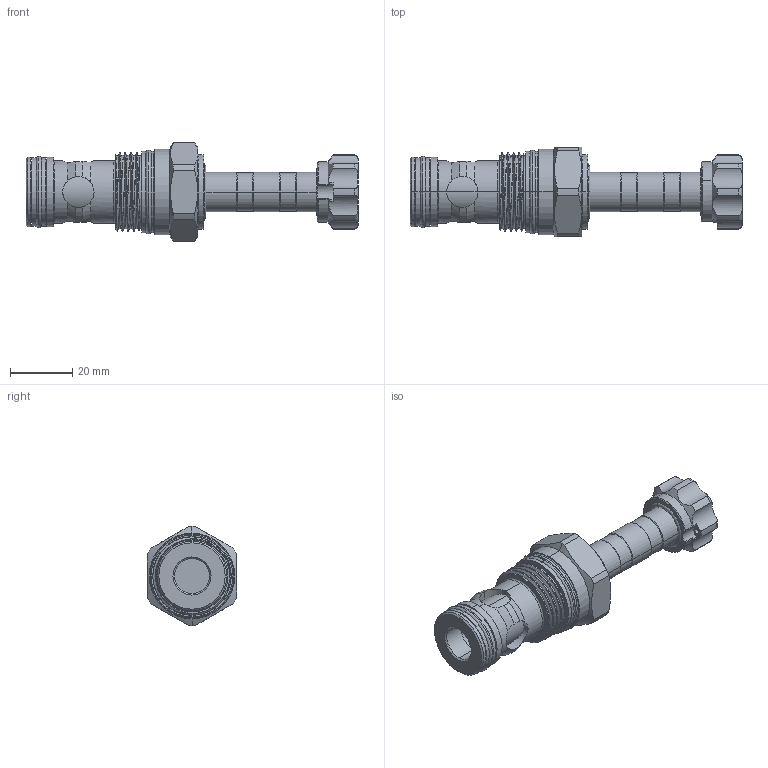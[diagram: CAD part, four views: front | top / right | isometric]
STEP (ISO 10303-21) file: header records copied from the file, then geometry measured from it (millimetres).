
FILE_DESCRIPTION (( 'STEP AP203' ), '1' );
FILE_NAME ('EP5A2A31N85.STEP', '2016-08-11T08:26:59', ( '' ), ( '' ), 'SwSTEP 2.0', 'SolidWorks 2012', '' );
FILE_SCHEMA (( 'CONFIG_CONTROL_DESIGN' ));
Length unit declared in the file: millimetre
Products named in the file (1): EP5A2A31N85
Bounding box: 106.4 x 28.57 x 31.8 mm (x, y, z)
Volume: 33079.3 mm3; surface area: 12542 mm2
Topology: 7 solids, 7 shells, 262 faces, 646 edges, 408 vertices
Faces by surface type: cylinder 129, cone 48, torus 38, plane 33, bspline 14
Entity records: 14949 total; most frequent: CARTESIAN_POINT 8930, ORIENTED_EDGE 1292, DIRECTION 1220, EDGE_CURVE 646, AXIS2_PLACEMENT_3D 530, VERTEX_POINT 408, EDGE_LOOP 286, CIRCLE 281
